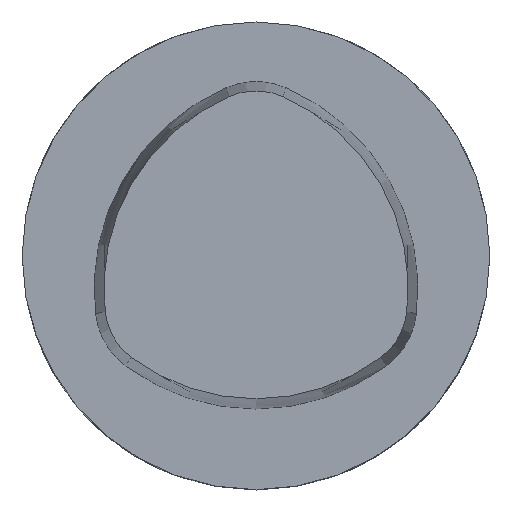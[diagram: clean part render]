
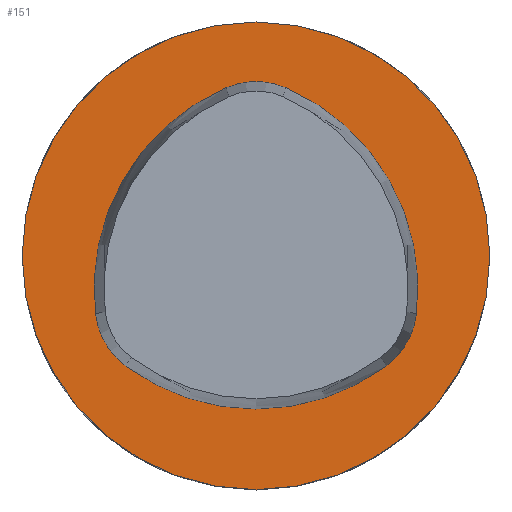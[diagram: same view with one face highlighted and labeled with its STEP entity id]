
A CAD part, top view. The second image highlights one B-rep face of the part: STEP entity #151.
In plain terms, the highlighted planar face has unit normal (0, 0, 1).
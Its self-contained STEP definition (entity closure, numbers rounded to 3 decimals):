
#114=CIRCLE('',#838,25.);
#151=ADVANCED_FACE('',(#226),#190,.T.);
#190=PLANE('',#840);
#226=FACE_OUTER_BOUND('',#278,.T.);
#278=EDGE_LOOP('',(#420));
#420=ORIENTED_EDGE('',*,*,#624,.T.);
#543=VERTEX_POINT('',#1259);
#624=EDGE_CURVE('',#543,#543,#114,.T.);
#838=AXIS2_PLACEMENT_3D('',#1258,#1017,#1018);
#840=AXIS2_PLACEMENT_3D('',#1261,#1021,#1022);
#1017=DIRECTION('',(0.,0.,1.));
#1018=DIRECTION('',(-1.,0.,0.));
#1021=DIRECTION('',(0.,0.,1.));
#1022=DIRECTION('',(-1.,0.,0.));
#1258=CARTESIAN_POINT('',(0.,0.,0.));
#1259=CARTESIAN_POINT('',(-25.,0.,0.));
#1261=CARTESIAN_POINT('',(0.,0.,0.));
